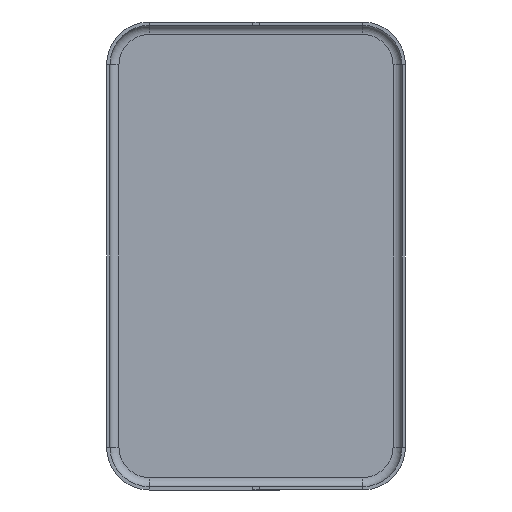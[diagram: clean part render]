
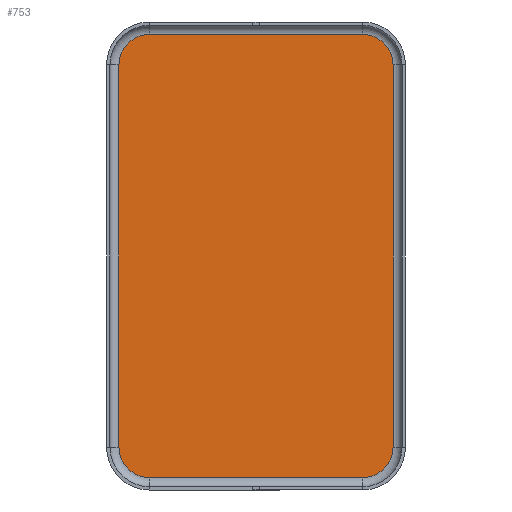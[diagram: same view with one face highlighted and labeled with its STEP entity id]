
A CAD part, front view. The second image highlights one B-rep face of the part: STEP entity #753.
In plain terms, the highlighted planar face has unit normal (0, -1, 0).
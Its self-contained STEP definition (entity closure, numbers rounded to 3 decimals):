
#8 = LINE ( 'NONE', #1155, #602 ) ;
#63 = VERTEX_POINT ( 'NONE', #616 ) ;
#71 = AXIS2_PLACEMENT_3D ( 'NONE', #232, #350, #1357 ) ;
#83 = DIRECTION ( 'NONE',  ( 0., 1., 0. ) ) ;
#94 = CARTESIAN_POINT ( 'NONE',  ( 9.45, -0.3, -16.95 ) ) ;
#99 = AXIS2_PLACEMENT_3D ( 'NONE', #273, #311, #456 ) ;
#105 = FACE_OUTER_BOUND ( 'NONE', #1309, .T. ) ;
#108 = ORIENTED_EDGE ( 'NONE', *, *, #483, .F. ) ;
#111 = VERTEX_POINT ( 'NONE', #282 ) ;
#179 = EDGE_CURVE ( 'NONE', #764, #1144, #1392, .T. ) ;
#219 = EDGE_CURVE ( 'NONE', #1428, #111, #1226, .T. ) ;
#223 = VECTOR ( 'NONE', #975, 1000. ) ;
#228 = CARTESIAN_POINT ( 'NONE',  ( 12.15, -0.3, -16.95 ) ) ;
#232 = CARTESIAN_POINT ( 'NONE',  ( -9.45, -0.3, -16.95 ) ) ;
#240 = AXIS2_PLACEMENT_3D ( 'NONE', #94, #969, #1192 ) ;
#251 = LINE ( 'NONE', #600, #1416 ) ;
#267 = VECTOR ( 'NONE', #1346, 1000. ) ;
#273 = CARTESIAN_POINT ( 'NONE',  ( 9.45, -0.3, 16.95 ) ) ;
#282 = CARTESIAN_POINT ( 'NONE',  ( 12.15, -0.3, 16.95 ) ) ;
#295 = DIRECTION ( 'NONE',  ( 0., 0., 1. ) ) ;
#306 = DIRECTION ( 'NONE',  ( 0., 1., 0. ) ) ;
#311 = DIRECTION ( 'NONE',  ( 0., -1., 0. ) ) ;
#321 = CARTESIAN_POINT ( 'NONE',  ( -9.45, -0.3, 19.65 ) ) ;
#350 = DIRECTION ( 'NONE',  ( 0., 1., 0. ) ) ;
#432 = ORIENTED_EDGE ( 'NONE', *, *, #219, .F. ) ;
#445 = CARTESIAN_POINT ( 'NONE',  ( -12.15, -0.3, -16.95 ) ) ;
#451 = ORIENTED_EDGE ( 'NONE', *, *, #968, .F. ) ;
#456 = DIRECTION ( 'NONE',  ( 0., 0., -1. ) ) ;
#466 = CARTESIAN_POINT ( 'NONE',  ( -9.45, -0.3, -19.65 ) ) ;
#483 = EDGE_CURVE ( 'NONE', #1224, #759, #550, .T. ) ;
#496 = VERTEX_POINT ( 'NONE', #228 ) ;
#550 = CIRCLE ( 'NONE', #71, 2.7 ) ;
#600 = CARTESIAN_POINT ( 'NONE',  ( 9.45, -0.3, -19.65 ) ) ;
#602 = VECTOR ( 'NONE', #611, 1000. ) ;
#607 = CARTESIAN_POINT ( 'NONE',  ( -12.15, -0.3, 16.95 ) ) ;
#611 = DIRECTION ( 'NONE',  ( 1., 0., 0. ) ) ;
#612 = PLANE ( 'NONE',  #99 ) ;
#616 = CARTESIAN_POINT ( 'NONE',  ( 9.45, -0.3, -19.65 ) ) ;
#636 = ORIENTED_EDGE ( 'NONE', *, *, #1404, .F. ) ;
#753 = ADVANCED_FACE ( 'NONE', ( #105 ), #612, .T. ) ;
#759 = VERTEX_POINT ( 'NONE', #820 ) ;
#764 = VERTEX_POINT ( 'NONE', #607 ) ;
#785 = LINE ( 'NONE', #1299, #223 ) ;
#816 = LINE ( 'NONE', #445, #267 ) ;
#820 = CARTESIAN_POINT ( 'NONE',  ( -12.15, -0.3, -16.95 ) ) ;
#822 = ORIENTED_EDGE ( 'NONE', *, *, #914, .F. ) ;
#886 = AXIS2_PLACEMENT_3D ( 'NONE', #1415, #83, #970 ) ;
#898 = CIRCLE ( 'NONE', #240, 2.7 ) ;
#914 = EDGE_CURVE ( 'NONE', #759, #764, #816, .T. ) ;
#931 = AXIS2_PLACEMENT_3D ( 'NONE', #981, #306, #295 ) ;
#968 = EDGE_CURVE ( 'NONE', #111, #496, #785, .T. ) ;
#969 = DIRECTION ( 'NONE',  ( 0., 1., 0. ) ) ;
#970 = DIRECTION ( 'NONE',  ( 0., 0., 1. ) ) ;
#975 = DIRECTION ( 'NONE',  ( 0., 0., -1. ) ) ;
#981 = CARTESIAN_POINT ( 'NONE',  ( -9.45, -0.3, 16.95 ) ) ;
#991 = EDGE_CURVE ( 'NONE', #496, #63, #898, .T. ) ;
#1040 = CARTESIAN_POINT ( 'NONE',  ( 9.45, -0.3, 19.65 ) ) ;
#1047 = ORIENTED_EDGE ( 'NONE', *, *, #179, .F. ) ;
#1141 = DIRECTION ( 'NONE',  ( -1., 0., 0. ) ) ;
#1144 = VERTEX_POINT ( 'NONE', #321 ) ;
#1155 = CARTESIAN_POINT ( 'NONE',  ( -9.45, -0.3, 19.65 ) ) ;
#1192 = DIRECTION ( 'NONE',  ( 0., 0., 1. ) ) ;
#1224 = VERTEX_POINT ( 'NONE', #466 ) ;
#1226 = CIRCLE ( 'NONE', #886, 2.7 ) ;
#1244 = ORIENTED_EDGE ( 'NONE', *, *, #1366, .F. ) ;
#1277 = ORIENTED_EDGE ( 'NONE', *, *, #991, .F. ) ;
#1299 = CARTESIAN_POINT ( 'NONE',  ( 12.15, -0.3, 16.95 ) ) ;
#1309 = EDGE_LOOP ( 'NONE', ( #432, #636, #1047, #822, #108, #1244, #1277, #451 ) ) ;
#1346 = DIRECTION ( 'NONE',  ( 0., 0., 1. ) ) ;
#1357 = DIRECTION ( 'NONE',  ( 0., 0., 1. ) ) ;
#1366 = EDGE_CURVE ( 'NONE', #63, #1224, #251, .T. ) ;
#1392 = CIRCLE ( 'NONE', #931, 2.7 ) ;
#1404 = EDGE_CURVE ( 'NONE', #1144, #1428, #8, .T. ) ;
#1415 = CARTESIAN_POINT ( 'NONE',  ( 9.45, -0.3, 16.95 ) ) ;
#1416 = VECTOR ( 'NONE', #1141, 1000. ) ;
#1428 = VERTEX_POINT ( 'NONE', #1040 ) ;
